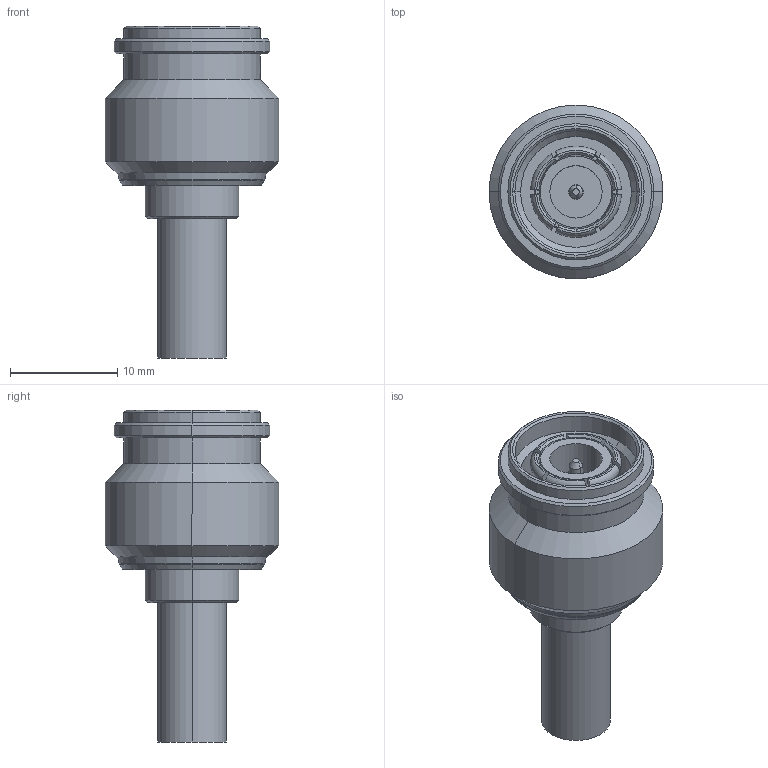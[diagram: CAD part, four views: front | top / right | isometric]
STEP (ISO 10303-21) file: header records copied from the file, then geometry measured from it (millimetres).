
FILE_DESCRIPTION (( 'STEP AP214' ), '1' );
FILE_NAME ('J01010A2255.STEP', '2009-07-10T09:41:25', ( 'markiewicz' ), ( '' ), 'SwSTEP 2.0', 'SolidWorks 2009', '' );
FILE_SCHEMA (( 'AUTOMOTIVE_DESIGN' ));
Length unit declared in the file: millimetre
Products named in the file (1): J01010A2255
Bounding box: 16.2 x 16.2 x 30.95 mm (x, y, z)
Volume: 2593 mm3; surface area: 2279.4 mm2
Topology: 1 solids, 1 shells, 175 faces, 437 edges, 275 vertices
Faces by surface type: plane 73, cylinder 53, cone 41, torus 8
Entity records: 7122 total; most frequent: CARTESIAN_POINT 1218, ORIENTED_EDGE 874, DIRECTION 852, EDGE_CURVE 437, AXIS2_PLACEMENT_3D 325, VERTEX_POINT 275, VECTOR 202, LINE 202
